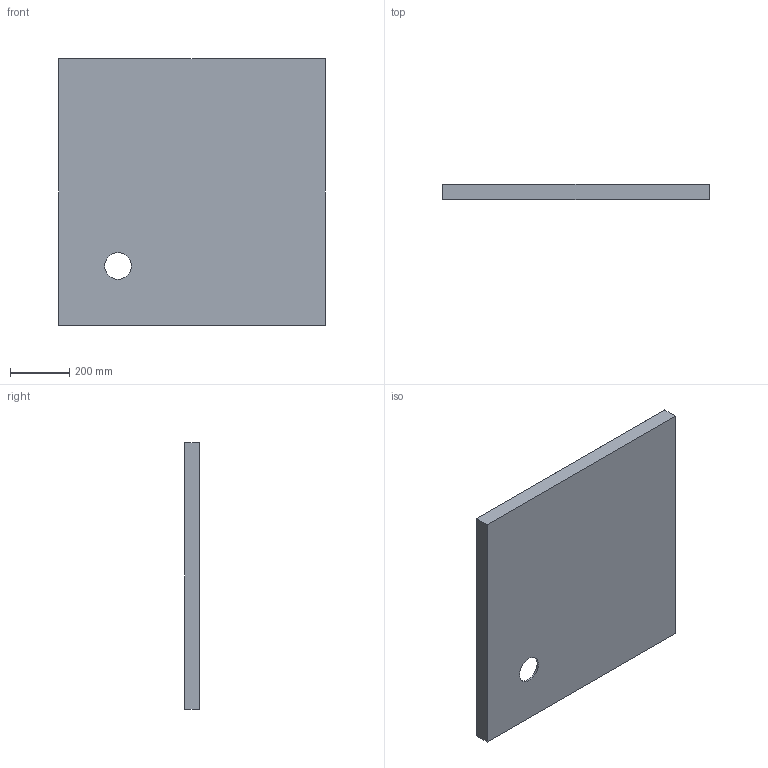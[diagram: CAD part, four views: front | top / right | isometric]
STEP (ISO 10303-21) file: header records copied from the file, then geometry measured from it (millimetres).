
FILE_DESCRIPTION (( 'STEP AP214' ), '1' );
FILE_NAME ('D854.STEP', '2018-04-18T14:42:29', ( 'User' ), ( '' ), 'SwSTEP 2.0', 'SolidWorks 2017', '' );
FILE_SCHEMA (( 'AUTOMOTIVE_DESIGN' ));
Length unit declared in the file: millimetre
Products named in the file (2): D854
Bounding box: 900 x 50 x 900 mm (x, y, z)
Volume: 23885791.2 mm3; surface area: 1852600.1 mm2
Topology: 1 solids, 1 shells, 24 faces, 55 edges, 33 vertices
Faces by surface type: plane 14, cylinder 4, bspline 4, cone 2
Entity records: 960 total; most frequent: CARTESIAN_POINT 400, ORIENTED_EDGE 110, DIRECTION 93, EDGE_CURVE 55, VECTOR 37, LINE 37, VERTEX_POINT 33, AXIS2_PLACEMENT_3D 28
